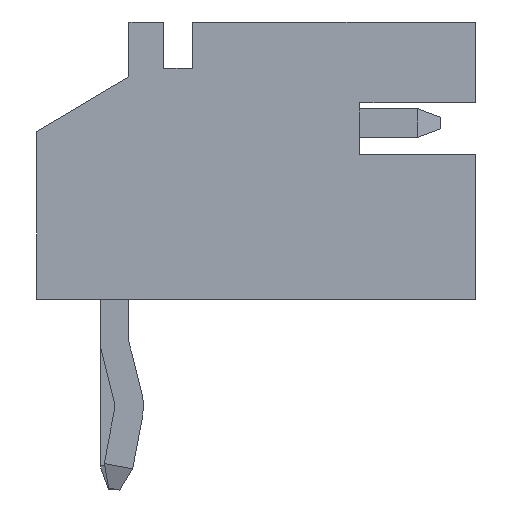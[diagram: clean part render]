
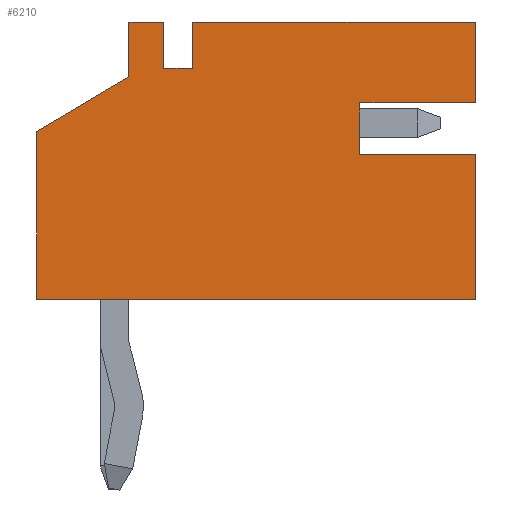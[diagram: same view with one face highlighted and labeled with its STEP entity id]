
A CAD part, left-side view. The second image highlights one B-rep face of the part: STEP entity #6210.
In plain terms, the highlighted face is planar.
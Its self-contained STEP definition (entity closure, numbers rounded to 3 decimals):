
#1179=ORIENTED_EDGE('',*,*,#1875,.F.);
#1180=ORIENTED_EDGE('',*,*,#1873,.F.);
#1181=ORIENTED_EDGE('',*,*,#1738,.F.);
#1182=ORIENTED_EDGE('',*,*,#1721,.F.);
#1183=ORIENTED_EDGE('',*,*,#1866,.T.);
#1184=ORIENTED_EDGE('',*,*,#1869,.T.);
#1185=ORIENTED_EDGE('',*,*,#1871,.T.);
#1186=ORIENTED_EDGE('',*,*,#1687,.F.);
#1187=ORIENTED_EDGE('',*,*,#1952,.F.);
#1188=ORIENTED_EDGE('',*,*,#1881,.F.);
#1189=ORIENTED_EDGE('',*,*,#1878,.F.);
#1190=ORIENTED_EDGE('',*,*,#1790,.F.);
#1191=ORIENTED_EDGE('',*,*,#1782,.F.);
#1192=ORIENTED_EDGE('',*,*,#1877,.F.);
#1687=EDGE_CURVE('',#2233,#2234,#2667,.T.);
#1721=EDGE_CURVE('',#2255,#2256,#2701,.T.);
#1738=EDGE_CURVE('',#2256,#2272,#2718,.T.);
#1782=EDGE_CURVE('',#2304,#2305,#2762,.T.);
#1790=EDGE_CURVE('',#2305,#2311,#2770,.T.);
#1866=EDGE_CURVE('',#2255,#2365,#2842,.T.);
#1869=EDGE_CURVE('',#2365,#2367,#2845,.T.);
#1871=EDGE_CURVE('',#2367,#2234,#2847,.T.);
#1873=EDGE_CURVE('',#2272,#2368,#2849,.T.);
#1875=EDGE_CURVE('',#2368,#2369,#2851,.T.);
#1877=EDGE_CURVE('',#2369,#2304,#2853,.T.);
#1878=EDGE_CURVE('',#2311,#2370,#2854,.T.);
#1881=EDGE_CURVE('',#2370,#2372,#2857,.T.);
#1952=EDGE_CURVE('',#2372,#2233,#2924,.T.);
#2233=VERTEX_POINT('',#8370);
#2234=VERTEX_POINT('',#8372);
#2255=VERTEX_POINT('',#8436);
#2256=VERTEX_POINT('',#8438);
#2272=VERTEX_POINT('',#8473);
#2304=VERTEX_POINT('',#8562);
#2305=VERTEX_POINT('',#8564);
#2311=VERTEX_POINT('',#8579);
#2365=VERTEX_POINT('',#8720);
#2367=VERTEX_POINT('',#8726);
#2368=VERTEX_POINT('',#8734);
#2369=VERTEX_POINT('',#8738);
#2370=VERTEX_POINT('',#8744);
#2372=VERTEX_POINT('',#8750);
#2667=LINE('',#8371,#3235);
#2701=LINE('',#8437,#3269);
#2718=LINE('',#8472,#3286);
#2762=LINE('',#8563,#3330);
#2770=LINE('',#8578,#3338);
#2842=LINE('',#8721,#3410);
#2845=LINE('',#8727,#3413);
#2847=LINE('',#8730,#3415);
#2849=LINE('',#8733,#3417);
#2851=LINE('',#8737,#3419);
#2853=LINE('',#8741,#3421);
#2854=LINE('',#8743,#3422);
#2857=LINE('',#8749,#3425);
#2924=LINE('',#8897,#3492);
#3235=VECTOR('',#7130,1000.);
#3269=VECTOR('',#7184,1000.);
#3286=VECTOR('',#7205,1000.);
#3330=VECTOR('',#7277,1000.);
#3338=VECTOR('',#7287,1000.);
#3410=VECTOR('',#7391,1000.);
#3413=VECTOR('',#7396,1000.);
#3415=VECTOR('',#7400,1000.);
#3417=VECTOR('',#7404,1000.);
#3419=VECTOR('',#7408,1000.);
#3421=VECTOR('',#7412,1000.);
#3422=VECTOR('',#7415,1000.);
#3425=VECTOR('',#7420,1000.);
#3492=VECTOR('',#7599,1000.);
#3781=EDGE_LOOP('',(#1179,#1180,#1181,#1182,#1183,#1184,#1185,#1186,#1187,
#1188,#1189,#1190,#1191,#1192));
#4037=FACE_BOUND('',#3781,.T.);
#4256=PLANE('',#6531);
#6210=ADVANCED_FACE('',(#4037),#4256,.F.);
#6531=AXIS2_PLACEMENT_3D('',#8899,#7602,#7603);
#7130=DIRECTION('',(0.,0.,1.));
#7184=DIRECTION('',(0.,0.,1.));
#7205=DIRECTION('',(0.,1.,0.));
#7277=DIRECTION('',(0.,1.,0.));
#7287=DIRECTION('',(0.,0.,-1.));
#7391=DIRECTION('',(0.,1.,0.));
#7396=DIRECTION('',(0.,0.,-1.));
#7400=DIRECTION('',(0.,-1.,0.));
#7404=DIRECTION('',(0.,0.,-1.));
#7408=DIRECTION('',(0.,1.,0.));
#7412=DIRECTION('',(0.,0.,1.));
#7415=DIRECTION('',(0.,-1.,0.));
#7420=DIRECTION('',(0.,-0.511,0.86));
#7599=DIRECTION('',(0.,-1.,0.));
#7602=DIRECTION('',(-1.,0.,0.));
#7603=DIRECTION('',(0.,0.,1.));
#8370=CARTESIAN_POINT('',(6.,-2.4,-3.));
#8371=CARTESIAN_POINT('',(6.,-2.4,-3.));
#8372=CARTESIAN_POINT('',(6.,-2.4,-2.4));
#8436=CARTESIAN_POINT('',(6.,-2.4,-1.9));
#8437=CARTESIAN_POINT('',(6.,-2.4,-3.));
#8438=CARTESIAN_POINT('',(6.,-2.4,3.));
#8472=CARTESIAN_POINT('',(6.,-2.4,3.));
#8473=CARTESIAN_POINT('',(6.,-1.,3.));
#8562=CARTESIAN_POINT('',(6.,-0.1,3.));
#8563=CARTESIAN_POINT('',(6.,-2.4,3.));
#8564=CARTESIAN_POINT('',(6.,2.4,3.));
#8578=CARTESIAN_POINT('',(6.,2.4,3.));
#8579=CARTESIAN_POINT('',(6.,2.4,-4.6));
#8720=CARTESIAN_POINT('',(6.,-1.6,-1.9));
#8721=CARTESIAN_POINT('',(6.,-2.4,-1.9));
#8726=CARTESIAN_POINT('',(6.,-1.6,-2.4));
#8727=CARTESIAN_POINT('',(6.,-1.6,-1.9));
#8730=CARTESIAN_POINT('',(6.,-1.6,-2.4));
#8733=CARTESIAN_POINT('',(6.,-1.,3.));
#8734=CARTESIAN_POINT('',(6.,-1.,1.));
#8737=CARTESIAN_POINT('',(6.,-1.,1.));
#8738=CARTESIAN_POINT('',(6.,-0.1,1.));
#8741=CARTESIAN_POINT('',(6.,-0.1,1.));
#8743=CARTESIAN_POINT('',(6.,2.4,-4.6));
#8744=CARTESIAN_POINT('',(6.,-0.5,-4.6));
#8749=CARTESIAN_POINT('',(6.,-0.5,-4.6));
#8750=CARTESIAN_POINT('',(6.,-1.45,-3.));
#8897=CARTESIAN_POINT('',(6.,2.4,-3.));
#8899=CARTESIAN_POINT('',(6.,0.,0.));
